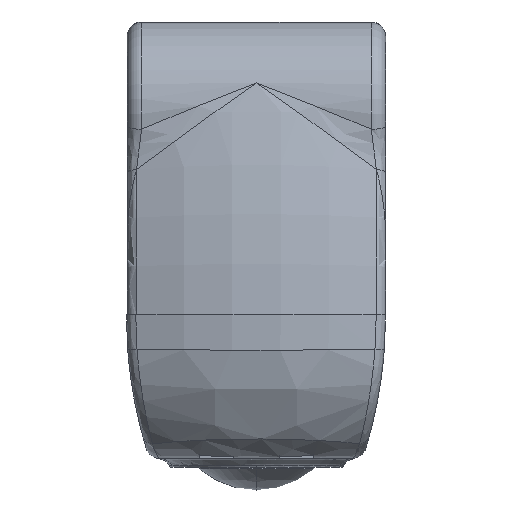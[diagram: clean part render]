
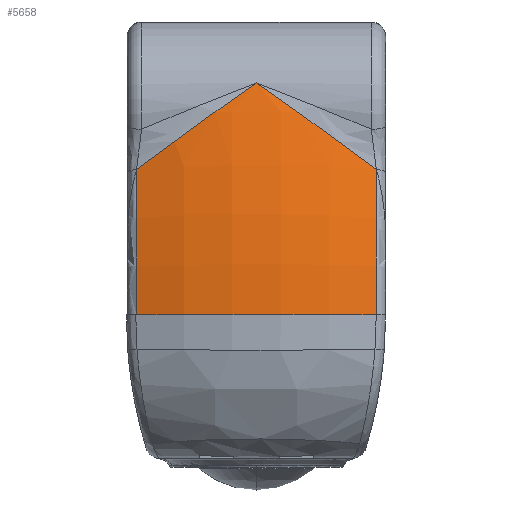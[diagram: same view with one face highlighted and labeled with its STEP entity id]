
A CAD part, front view. The second image highlights one B-rep face of the part: STEP entity #5658.
In plain terms, the highlighted toroidal (fillet/blend) face has major radius 16.805 mm and minor radius 12 mm.
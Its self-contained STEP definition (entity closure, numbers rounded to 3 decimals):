
#104=CARTESIAN_POINT('',(-4.174,28.787,-1.026));
#105=DIRECTION('',(1.,0.,0.));
#106=DIRECTION('',(0.,-0.976,0.217));
#107=AXIS2_PLACEMENT_3D('',#104,#105,#106);
#122=CARTESIAN_POINT('',(-4.174,1.399,5.06));
#177=CARTESIAN_POINT('',(-4.174,1.399,5.06));
#178=CARTESIAN_POINT('',(-3.991,1.359,5.194));
#179=CARTESIAN_POINT('',(-3.62,1.291,5.468));
#180=CARTESIAN_POINT('',(-3.045,1.223,5.893));
#181=CARTESIAN_POINT('',(-2.455,1.192,6.328));
#182=CARTESIAN_POINT('',(-1.852,1.199,6.769));
#183=CARTESIAN_POINT('',(-1.24,1.245,7.211));
#184=CARTESIAN_POINT('',(-0.622,1.33,7.651));
#185=CARTESIAN_POINT('',(-0.208,1.412,7.938));
#186=CARTESIAN_POINT('',(0.,1.459,8.08));
#285=CARTESIAN_POINT('',(4.174,28.787,-1.026));
#286=DIRECTION('',(-1.,0.,0.));
#287=DIRECTION('',(0.,-0.999,0.037));
#288=AXIS2_PLACEMENT_3D('',#285,#286,#287);
#429=CARTESIAN_POINT('',(0.,12.,0.));
#430=DIRECTION('',(0.,0.,1.));
#431=DIRECTION('',(-0.348,-0.938,0.));
#432=AXIS2_PLACEMENT_3D('',#429,#430,#431);
#434=CARTESIAN_POINT('',(4.174,1.399,5.06));
#443=CARTESIAN_POINT('',(0.,1.459,8.08));
#444=CARTESIAN_POINT('',(0.208,1.412,7.938));
#445=CARTESIAN_POINT('',(0.622,1.33,7.651));
#446=CARTESIAN_POINT('',(1.24,1.245,7.211));
#447=CARTESIAN_POINT('',(1.852,1.199,6.769));
#448=CARTESIAN_POINT('',(2.455,1.192,6.328));
#449=CARTESIAN_POINT('',(3.045,1.223,5.893));
#450=CARTESIAN_POINT('',(3.62,1.291,5.468));
#451=CARTESIAN_POINT('',(3.991,1.359,5.194));
#452=CARTESIAN_POINT('',(4.174,1.399,5.06));
#4629=VERTEX_POINT('',#122);
#4637=VERTEX_POINT('',#186);
#4645=VERTEX_POINT('',#434);
#4748=CARTESIAN_POINT('',(-4.174,0.749,0.));
#4749=CARTESIAN_POINT('',(4.174,0.749,0.));
#4750=VERTEX_POINT('',#4748);
#4751=VERTEX_POINT('',#4749);
#5645=CARTESIAN_POINT('',(0.,28.787,-1.026));
#5646=DIRECTION('',(-1.,0.,0.));
#5647=DIRECTION('',(0.,0.999,-0.036));
#5648=AXIS2_PLACEMENT_3D('',#5645,#5646,#5647);
#5649=TOROIDAL_SURFACE('',#5648,16.805,12.);
#5650=ORIENTED_EDGE('',*,*,#5634,.F.);
#5651=ORIENTED_EDGE('',*,*,#5020,.F.);
#5652=ORIENTED_EDGE('',*,*,#5191,.T.);
#5654=ORIENTED_EDGE('',*,*,#5653,.T.);
#5655=ORIENTED_EDGE('',*,*,#5383,.F.);
#5656=EDGE_LOOP('',(#5650,#5651,#5652,#5654,#5655));
#5657=FACE_OUTER_BOUND('',#5656,.F.);
#5658=ADVANCED_FACE('',(#5657),#5649,.T.);
#108=CIRCLE('',#107,28.056);
#187=B_SPLINE_CURVE_WITH_KNOTS('',3,(#177,#178,#179,#180,#181,#182,#183,#184,
#185,#186),.UNSPECIFIED.,.F.,.F.,(4,1,1,1,1,1,1,4),(0.,0.143,
0.286,0.429,0.571,0.714,
0.857,1.),.UNSPECIFIED.);
#289=CIRCLE('',#288,28.056);
#433=CIRCLE('',#432,12.);
#453=B_SPLINE_CURVE_WITH_KNOTS('',3,(#443,#444,#445,#446,#447,#448,#449,#450,
#451,#452),.UNSPECIFIED.,.F.,.F.,(4,1,1,1,1,1,1,4),(0.,0.143,
0.286,0.429,0.571,0.714,
0.857,1.),.UNSPECIFIED.);
#5020=EDGE_CURVE('',#4629,#4750,#108,.T.);
#5191=EDGE_CURVE('',#4629,#4637,#187,.T.);
#5383=EDGE_CURVE('',#4751,#4645,#289,.T.);
#5634=EDGE_CURVE('',#4750,#4751,#433,.T.);
#5653=EDGE_CURVE('',#4637,#4645,#453,.T.);
